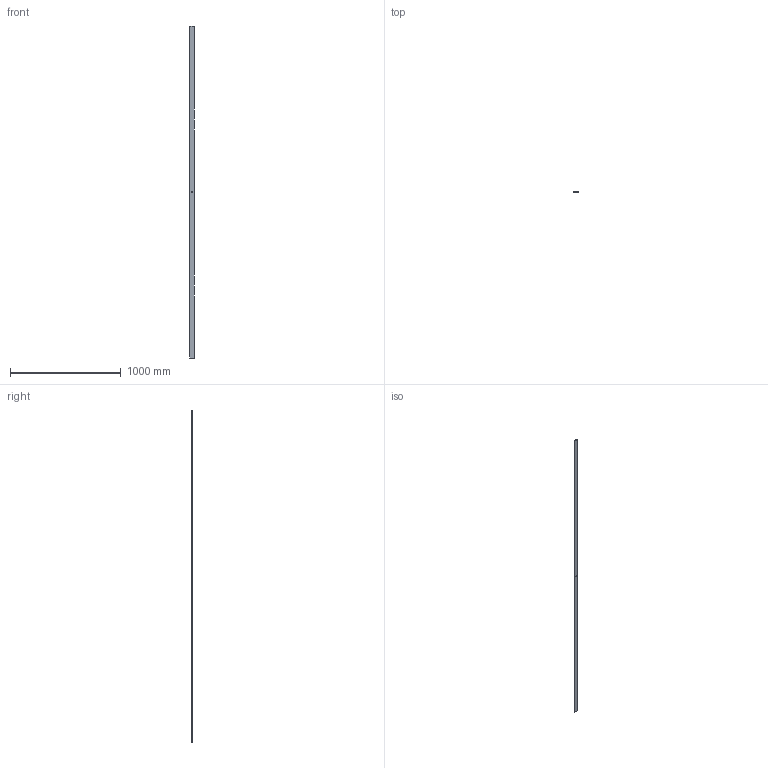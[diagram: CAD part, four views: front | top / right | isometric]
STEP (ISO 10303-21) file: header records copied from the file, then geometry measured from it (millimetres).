
FILE_DESCRIPTION (( 'STEP AP203' ), '1' );
FILE_NAME ('2002.step', '2022-04-27T08:06:07', ( '' ), ( '' ), 'SwSTEP 2.0', 'SolidWorks 2018', '' );
FILE_SCHEMA (( 'CONFIG_CONTROL_DESIGN' ));
Length unit declared in the file: millimetre
Products named in the file (1): 2002
Bounding box: 40 x 7.93 x 3000 mm (x, y, z)
Volume: 783370.1 mm3; surface area: 267791.2 mm2
Topology: 1 solids, 1 shells, 410 faces, 1568 edges, 779 vertices
Faces by surface type: torus 200, plane 111, bspline 98, cylinder 1
Entity records: 22063 total; most frequent: CARTESIAN_POINT 12163, ORIENTED_EDGE 2338, DIRECTION 1602, EDGE_CURVE 1169, VERTEX_POINT 779, VECTOR 570, LINE 570, AXIS2_PLACEMENT_3D 516
